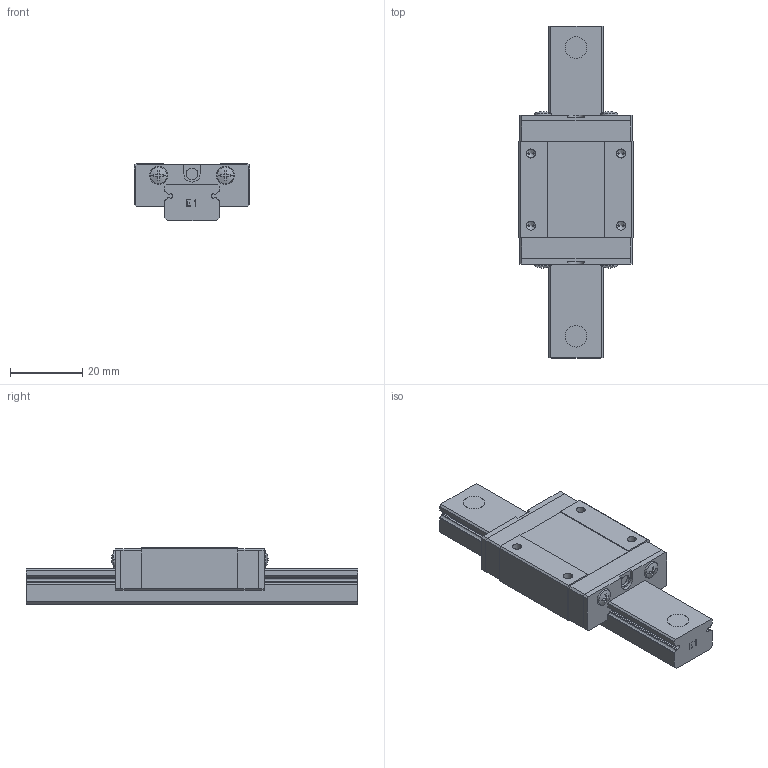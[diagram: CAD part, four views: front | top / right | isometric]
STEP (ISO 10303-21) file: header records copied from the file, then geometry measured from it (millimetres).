
FILE_DESCRIPTION (( 'STEP AP203' ), '1' );
FILE_NAME ('13-018211.step', '2022-02-23T08:30:11', ( '' ), ( '' ), 'SwSTEP 2.0', 'SolidWorks 2021', '' );
FILE_SCHEMA (( 'CONFIG_CONTROL_DESIGN' ));
Length unit declared in the file: millimetre
Products named in the file (1): 13-018211
Bounding box: 32 x 92 x 16 mm (x, y, z)
Volume: 24513.3 mm3; surface area: 11099.3 mm2
Topology: 2 solids, 4 shells, 342 faces, 909 edges, 594 vertices
Faces by surface type: plane 222, cylinder 92, cone 28
Entity records: 10522 total; most frequent: CARTESIAN_POINT 1950, ORIENTED_EDGE 1802, DIRECTION 1725, EDGE_CURVE 901, LINE 651, VECTOR 651, VERTEX_POINT 594, AXIS2_PLACEMENT_3D 537
